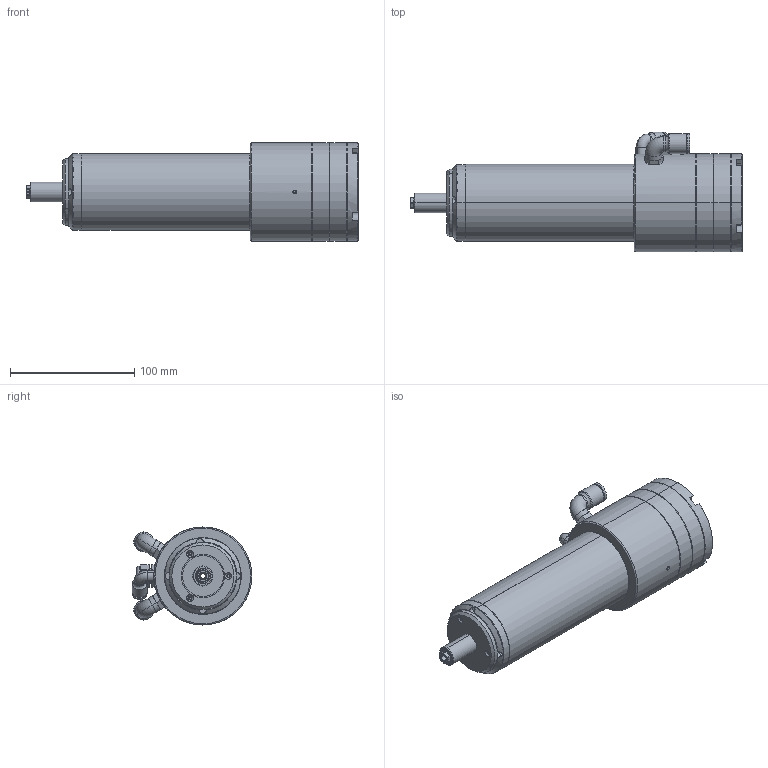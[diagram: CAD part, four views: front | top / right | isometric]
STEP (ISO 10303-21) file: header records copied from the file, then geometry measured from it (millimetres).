
FILE_DESCRIPTION (( 'STEP AP203' ), '1' );
FILE_NAME ('KGZ-06260A03.STEP', '2026-04-10T03:59:59', ( 'Microsoft' ), ( 'Microsoft' ), 'SwSTEP 2.0', 'SolidWorks 2018', '' );
FILE_SCHEMA (( 'CONFIG_CONTROL_DESIGN' ));
Length unit declared in the file: millimetre
Products named in the file (33): 揤遠肣杶; 寡詩え; 滅鳥裔; ヶ粣創釱; 芢裝; 揤啣郪璃; 粣創; 詠え揤遠; 线圈; 俔籵-Pisco PL8-01T; 詩芠; ァ詰煦路え; 嶺裝; 標芛; 嶺裝蹟譫; 奻蹟譫; 砦雄え; 掖裔; ァ詰え2; 笢陑堤盄ァ詰; 扷餵臏沭; 防尘圈; 俔籵-Pisco PL6-M5T; 粣郋; 萇擢諉芛; ヶ裔; 傷裔; KGZ-06260A03; ァ詰え1; ヶ粣創揤啣; 詠え
Assembly tree (16 placements, depth 3):
  揤遠肣杶
  寡詩え
  滅鳥裔
  芢裝
  粣創
Bounding box: 267.6 x 96.5 x 79 mm (x, y, z)
Volume: 102239.6 mm3; surface area: 136949.6 mm2
Topology: 14 solids, 14 shells, 543 faces, 1382 edges, 889 vertices
Faces by surface type: cylinder 238, plane 168, cone 83, torus 46, bspline 8
Entity records: 24203 total; most frequent: CARTESIAN_POINT 7936, DIRECTION 2821, ORIENTED_EDGE 2764, EDGE_CURVE 1382, AXIS2_PLACEMENT_3D 1143, VERTEX_POINT 889, EDGE_LOOP 633, CIRCLE 587
